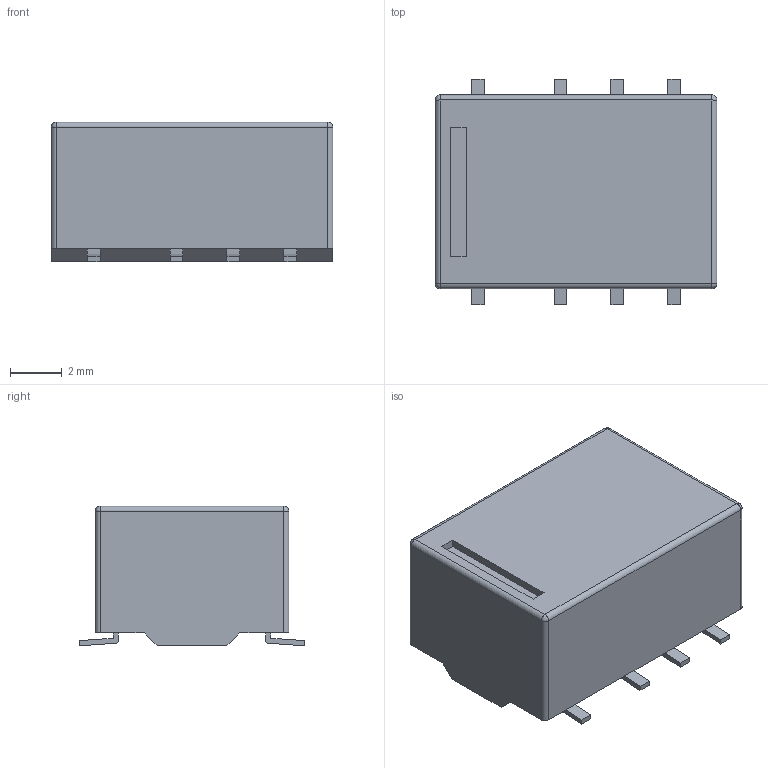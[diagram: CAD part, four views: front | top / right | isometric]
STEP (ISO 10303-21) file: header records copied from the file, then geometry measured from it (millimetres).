
FILE_DESCRIPTION((''),'2;1');
FILE_NAME('REL_PANASONIC_AGQ200A.stp','2012-05-30T09:57:30',(''),(''),'Mechanical Desktop 2011','Mechanical Desktop 2011',', , ');
FILE_SCHEMA(('AUTOMOTIVE_DESIGN { 1 2 10303 214 1 1 1 1 }'));
Length unit declared in the file: millimetre
Products named in the file (1): Product
Bounding box: 10.9 x 8.73 x 5.4 mm (x, y, z)
Volume: 418 mm3; surface area: 370.6 mm2
Topology: 9 solids, 9 shells, 99 faces, 232 edges, 148 vertices
Faces by surface type: bspline 44, plane 39, cylinder 12, sphere 4
Entity records: 2854 total; most frequent: CARTESIAN_POINT 664, ORIENTED_EDGE 456, DIRECTION 372, EDGE_CURVE 228, VECTOR 196, LINE 196, VERTEX_POINT 148, EDGE_LOOP 100
